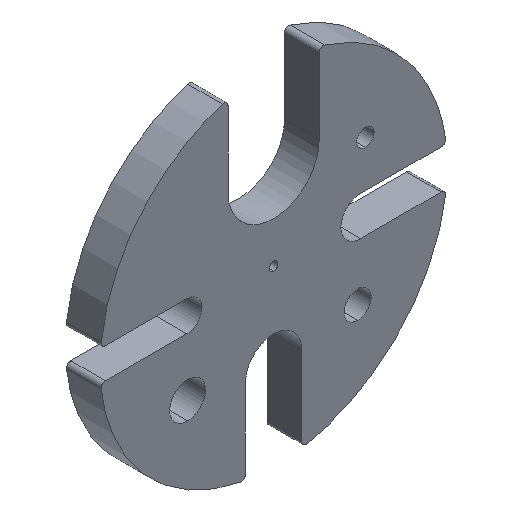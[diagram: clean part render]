
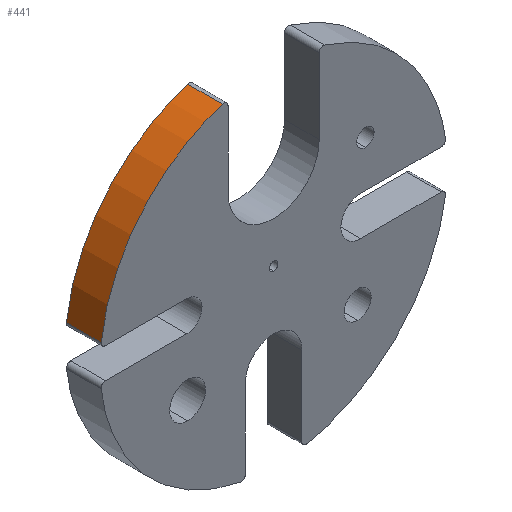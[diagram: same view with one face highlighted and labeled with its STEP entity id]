
A CAD part, isometric view. The second image highlights one B-rep face of the part: STEP entity #441.
In plain terms, the highlighted free-form (B-spline) face has degree [2, 1] with [3, 2] control points.
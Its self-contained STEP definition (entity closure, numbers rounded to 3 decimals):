
#441 = ADVANCED_FACE('',(#442),#474,.T.);
#442 = FACE_BOUND('',#443,.T.);
#443 = EDGE_LOOP('',(#444,#454,#461,#469));
#444 = ORIENTED_EDGE('',*,*,#445,.F.);
#445 = EDGE_CURVE('',#446,#448,#450,.T.);
#446 = VERTEX_POINT('',#447);
#447 = CARTESIAN_POINT('',(-179.609,36.163,
    20.863));
#448 = VERTEX_POINT('',#449);
#449 = CARTESIAN_POINT('',(-53.318,36.163,
    172.777));
#450 = ( BOUNDED_CURVE() B_SPLINE_CURVE(2,(#451,#452,#453),
.UNSPECIFIED.,.F.,.F.) B_SPLINE_CURVE_WITH_KNOTS((3,3),(4.828,
5.984),.PIECEWISE_BEZIER_KNOTS.) CURVE() 
GEOMETRIC_REPRESENTATION_ITEM() RATIONAL_B_SPLINE_CURVE((1.,
0.838,1.)) REPRESENTATION_ITEM('') );
#451 = CARTESIAN_POINT('',(-179.609,36.163,
    20.863));
#452 = CARTESIAN_POINT('',(-166.002,36.163,
    138.004));
#453 = CARTESIAN_POINT('',(-53.318,36.163,
    172.777));
#454 = ORIENTED_EDGE('',*,*,#455,.T.);
#455 = EDGE_CURVE('',#446,#456,#458,.T.);
#456 = VERTEX_POINT('',#457);
#457 = CARTESIAN_POINT('',(-179.609,0.,20.863));
#458 = B_SPLINE_CURVE_WITH_KNOTS('',1,(#459,#460),.UNSPECIFIED.,.F.,.F.,
  (2,2),(0.,25.4),.PIECEWISE_BEZIER_KNOTS.);
#459 = CARTESIAN_POINT('',(-179.609,36.163,
    20.863));
#460 = CARTESIAN_POINT('',(-179.609,0.,20.863));
#461 = ORIENTED_EDGE('',*,*,#462,.T.);
#462 = EDGE_CURVE('',#456,#463,#465,.T.);
#463 = VERTEX_POINT('',#464);
#464 = CARTESIAN_POINT('',(-53.318,0.,172.777));
#465 = ( BOUNDED_CURVE() B_SPLINE_CURVE(2,(#466,#467,#468),
.UNSPECIFIED.,.F.,.F.) B_SPLINE_CURVE_WITH_KNOTS((3,3),(4.828,
5.984),.PIECEWISE_BEZIER_KNOTS.) CURVE() 
GEOMETRIC_REPRESENTATION_ITEM() RATIONAL_B_SPLINE_CURVE((1.,
0.838,1.)) REPRESENTATION_ITEM('') );
#466 = CARTESIAN_POINT('',(-179.609,0.,20.863));
#467 = CARTESIAN_POINT('',(-166.002,0.,138.004));
#468 = CARTESIAN_POINT('',(-53.318,0.,172.777));
#469 = ORIENTED_EDGE('',*,*,#470,.T.);
#470 = EDGE_CURVE('',#463,#448,#471,.T.);
#471 = B_SPLINE_CURVE_WITH_KNOTS('',1,(#472,#473),.UNSPECIFIED.,.F.,.F.,
  (2,2),(-25.4,0.),.PIECEWISE_BEZIER_KNOTS.);
#472 = CARTESIAN_POINT('',(-53.318,0.,172.777));
#473 = CARTESIAN_POINT('',(-53.318,36.163,
    172.777));
#474 = ( BOUNDED_SURFACE() B_SPLINE_SURFACE(2,1,(
    (#475,#476)
    ,(#477,#478)
,(#479,#480
    )),.UNSPECIFIED.,.F.,.F.,.F.) B_SPLINE_SURFACE_WITH_KNOTS((3,3),(2,2
    ),(3.441,4.597),(0.,25.4),
.PIECEWISE_BEZIER_KNOTS.) GEOMETRIC_REPRESENTATION_ITEM() 
RATIONAL_B_SPLINE_SURFACE((
    (1.,1.)
    ,(0.838,0.838)
,(1.,1.))) REPRESENTATION_ITEM('') SURFACE() );
#475 = CARTESIAN_POINT('',(-53.318,36.163,
    172.777));
#476 = CARTESIAN_POINT('',(-53.318,0.,172.777));
#477 = CARTESIAN_POINT('',(-166.002,36.163,
    138.004));
#478 = CARTESIAN_POINT('',(-166.002,0.,138.004));
#479 = CARTESIAN_POINT('',(-179.609,36.163,
    20.863));
#480 = CARTESIAN_POINT('',(-179.609,0.,20.863));
